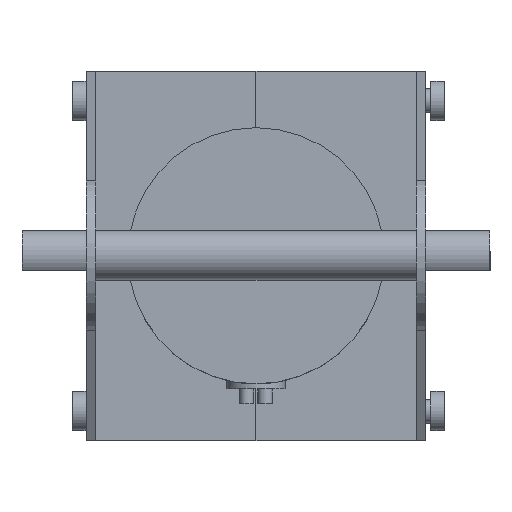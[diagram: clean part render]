
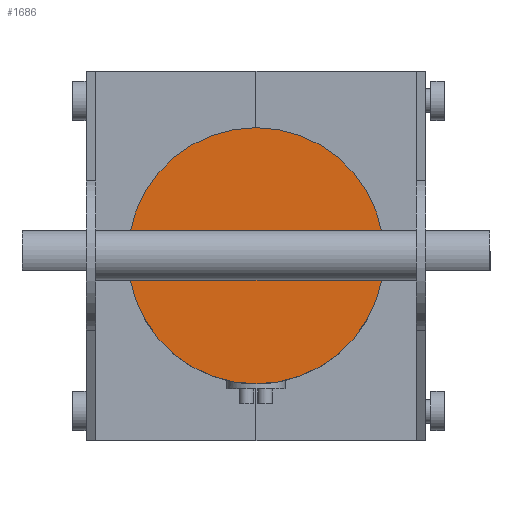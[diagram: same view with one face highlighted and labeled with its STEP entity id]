
A CAD part, top view. The second image highlights one B-rep face of the part: STEP entity #1686.
In plain terms, the highlighted face is planar.
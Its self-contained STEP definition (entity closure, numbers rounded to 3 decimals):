
#98=PLANE('',#2290);
#531=ORIENTED_EDGE('',*,*,#784,.T.);
#784=EDGE_CURVE('',#947,#947,#1066,.T.);
#947=VERTEX_POINT('',#3199);
#1066=CIRCLE('',#2282,26.);
#1243=EDGE_LOOP('',(#531));
#1473=FACE_BOUND('',#1243,.T.);
#1686=ADVANCED_FACE('',(#1473),#98,.T.);
#2282=AXIS2_PLACEMENT_3D('',#3198,#2694,#2695);
#2290=AXIS2_PLACEMENT_3D('',#3233,#2710,#2711);
#2694=DIRECTION('',(0.,0.,-1.));
#2695=DIRECTION('',(1.,0.,0.));
#2710=DIRECTION('',(0.,0.,-1.));
#2711=DIRECTION('',(-1.,0.,0.));
#3198=CARTESIAN_POINT('',(0.,0.,0.));
#3199=CARTESIAN_POINT('',(26.,0.,0.));
#3233=CARTESIAN_POINT('',(0.,0.,0.));
